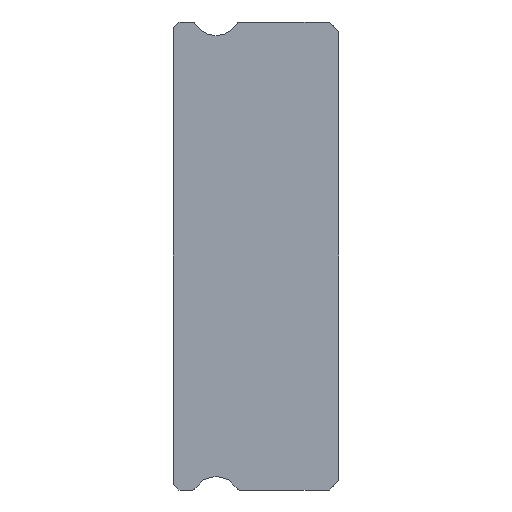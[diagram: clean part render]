
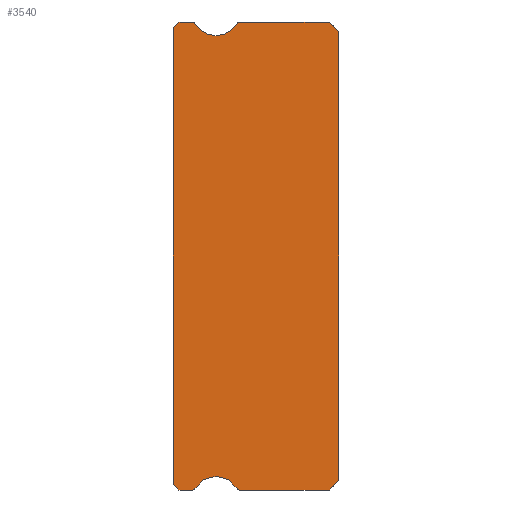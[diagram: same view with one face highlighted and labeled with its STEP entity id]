
A CAD part, left-side view. The second image highlights one B-rep face of the part: STEP entity #3540.
In plain terms, the highlighted planar face has unit normal (-1, 0, 0).
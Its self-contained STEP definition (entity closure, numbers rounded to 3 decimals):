
#28 = VERTEX_POINT ( 'NONE', #3085 ) ;
#76 = EDGE_CURVE ( 'NONE', #7462, #4694, #4004, .T. ) ;
#124 = CARTESIAN_POINT ( 'NONE',  ( -20., 5.088, -11.85 ) ) ;
#161 = AXIS2_PLACEMENT_3D ( 'NONE', #124, #3593, #4883 ) ;
#202 = VECTOR ( 'NONE', #1082, 1000. ) ;
#236 = EDGE_CURVE ( 'NONE', #5107, #2701, #631, .T. ) ;
#377 = ORIENTED_EDGE ( 'NONE', *, *, #8516, .F. ) ;
#536 = CARTESIAN_POINT ( 'NONE',  ( -20., 8.2, 12. ) ) ;
#582 = DIRECTION ( 'NONE',  ( 1., 0., 0. ) ) ;
#585 = CIRCLE ( 'NONE', #5531, 0.15 ) ;
#631 = CIRCLE ( 'NONE', #6430, 1.25 ) ;
#632 = PLANE ( 'NONE',  #1704 ) ;
#760 = DIRECTION ( 'NONE',  ( 0., 0.707, -0.707 ) ) ;
#774 = VERTEX_POINT ( 'NONE', #1478 ) ;
#867 = AXIS2_PLACEMENT_3D ( 'NONE', #1209, #4525, #5359 ) ;
#902 = AXIS2_PLACEMENT_3D ( 'NONE', #7230, #7360, #8023 ) ;
#967 = DIRECTION ( 'NONE',  ( 0., 0., -1. ) ) ;
#1058 = EDGE_CURVE ( 'NONE', #3186, #3659, #2548, .T. ) ;
#1082 = DIRECTION ( 'NONE',  ( 0., -0.707, -0.707 ) ) ;
#1176 = ORIENTED_EDGE ( 'NONE', *, *, #5319, .F. ) ;
#1209 = CARTESIAN_POINT ( 'NONE',  ( -20., 6.3, 12.55 ) ) ;
#1228 = VERTEX_POINT ( 'NONE', #4206 ) ;
#1232 = CARTESIAN_POINT ( 'NONE',  ( -20., 8.2, 12. ) ) ;
#1290 = DIRECTION ( 'NONE',  ( 0., 0., -1. ) ) ;
#1294 = VERTEX_POINT ( 'NONE', #2372 ) ;
#1478 = CARTESIAN_POINT ( 'NONE',  ( -20., 0., -11.5 ) ) ;
#1598 = VECTOR ( 'NONE', #7608, 1000. ) ;
#1606 = AXIS2_PLACEMENT_3D ( 'NONE', #4943, #6398, #7683 ) ;
#1704 = AXIS2_PLACEMENT_3D ( 'NONE', #3330, #582, #1290 ) ;
#1803 = ORIENTED_EDGE ( 'NONE', *, *, #4353, .T. ) ;
#1837 = EDGE_CURVE ( 'NONE', #1294, #7415, #3298, .T. ) ;
#1841 = LINE ( 'NONE', #4242, #2010 ) ;
#1939 = CARTESIAN_POINT ( 'NONE',  ( -20., 8.2, -12. ) ) ;
#1974 = LINE ( 'NONE', #3938, #3420 ) ;
#1988 = VERTEX_POINT ( 'NONE', #6787 ) ;
#2000 = DIRECTION ( 'NONE',  ( -1., 0., 0. ) ) ;
#2010 = VECTOR ( 'NONE', #2149, 1000. ) ;
#2015 = CIRCLE ( 'NONE', #1606, 1.25 ) ;
#2043 = CARTESIAN_POINT ( 'NONE',  ( -20., 7.512, -12. ) ) ;
#2060 = ORIENTED_EDGE ( 'NONE', *, *, #2279, .F. ) ;
#2101 = LINE ( 'NONE', #4876, #4434 ) ;
#2149 = DIRECTION ( 'NONE',  ( 0., 1., 0. ) ) ;
#2164 = LINE ( 'NONE', #6998, #1598 ) ;
#2205 = ORIENTED_EDGE ( 'NONE', *, *, #1058, .T. ) ;
#2279 = EDGE_CURVE ( 'NONE', #1228, #5354, #7977, .T. ) ;
#2372 = CARTESIAN_POINT ( 'NONE',  ( -20., 7.383, -11.925 ) ) ;
#2381 = EDGE_CURVE ( 'NONE', #7067, #3595, #8665, .T. ) ;
#2450 = EDGE_CURVE ( 'NONE', #1988, #6892, #1841, .T. ) ;
#2483 = CARTESIAN_POINT ( 'NONE',  ( -20., 5.088, 12. ) ) ;
#2548 = LINE ( 'NONE', #1232, #4442 ) ;
#2602 = CARTESIAN_POINT ( 'NONE',  ( -20., 6.3, 11.3 ) ) ;
#2643 = DIRECTION ( 'NONE',  ( 0., 1., 0. ) ) ;
#2679 = ORIENTED_EDGE ( 'NONE', *, *, #8340, .F. ) ;
#2701 = VERTEX_POINT ( 'NONE', #2602 ) ;
#3021 = CARTESIAN_POINT ( 'NONE',  ( -20., 7.383, 11.925 ) ) ;
#3078 = ORIENTED_EDGE ( 'NONE', *, *, #1837, .F. ) ;
#3085 = CARTESIAN_POINT ( 'NONE',  ( -20., 5.217, -11.925 ) ) ;
#3186 = VERTEX_POINT ( 'NONE', #3999 ) ;
#3212 = ORIENTED_EDGE ( 'NONE', *, *, #2450, .F. ) ;
#3249 = CARTESIAN_POINT ( 'NONE',  ( -20., 6.3, 12.55 ) ) ;
#3298 = CIRCLE ( 'NONE', #902, 0.15 ) ;
#3330 = CARTESIAN_POINT ( 'NONE',  ( -20., 7.512, 11.85 ) ) ;
#3392 = CARTESIAN_POINT ( 'NONE',  ( -20., 5.217, 11.925 ) ) ;
#3420 = VECTOR ( 'NONE', #760, 1000. ) ;
#3485 = EDGE_CURVE ( 'NONE', #4694, #1228, #7142, .T. ) ;
#3540 = ADVANCED_FACE ( 'NONE', ( #5320 ), #632, .F. ) ;
#3556 = VERTEX_POINT ( 'NONE', #5231 ) ;
#3593 = DIRECTION ( 'NONE',  ( 1., 0., 0. ) ) ;
#3595 = VERTEX_POINT ( 'NONE', #1939 ) ;
#3596 = EDGE_CURVE ( 'NONE', #2701, #7462, #4689, .T. ) ;
#3613 = ORIENTED_EDGE ( 'NONE', *, *, #2381, .T. ) ;
#3659 = VERTEX_POINT ( 'NONE', #536 ) ;
#3938 = CARTESIAN_POINT ( 'NONE',  ( -20., 0., -11.5 ) ) ;
#3999 = CARTESIAN_POINT ( 'NONE',  ( -20., 7.512, 12. ) ) ;
#4004 = CIRCLE ( 'NONE', #5847, 0.15 ) ;
#4087 = EDGE_CURVE ( 'NONE', #3659, #3556, #8540, .T. ) ;
#4206 = CARTESIAN_POINT ( 'NONE',  ( -20., 0.5, 12. ) ) ;
#4242 = CARTESIAN_POINT ( 'NONE',  ( -20., 7.512, -12. ) ) ;
#4337 = CARTESIAN_POINT ( 'NONE',  ( -20., 5.088, 11.85 ) ) ;
#4353 = EDGE_CURVE ( 'NONE', #3595, #7415, #4632, .T. ) ;
#4434 = VECTOR ( 'NONE', #7560, 1000. ) ;
#4442 = VECTOR ( 'NONE', #2643, 1000. ) ;
#4498 = ORIENTED_EDGE ( 'NONE', *, *, #4087, .T. ) ;
#4525 = DIRECTION ( 'NONE',  ( -1., 0., 0. ) ) ;
#4550 = CIRCLE ( 'NONE', #161, 0.15 ) ;
#4616 = ORIENTED_EDGE ( 'NONE', *, *, #7811, .F. ) ;
#4632 = LINE ( 'NONE', #2043, #6920 ) ;
#4689 = CIRCLE ( 'NONE', #867, 1.25 ) ;
#4694 = VERTEX_POINT ( 'NONE', #2483 ) ;
#4729 = DIRECTION ( 'NONE',  ( 0., 0., -1. ) ) ;
#4826 = ORIENTED_EDGE ( 'NONE', *, *, #3485, .F. ) ;
#4876 = CARTESIAN_POINT ( 'NONE',  ( -20., 0., 11.5 ) ) ;
#4883 = DIRECTION ( 'NONE',  ( 0., 0., -1. ) ) ;
#4943 = CARTESIAN_POINT ( 'NONE',  ( -20., 6.3, -12.55 ) ) ;
#5080 = DIRECTION ( 'NONE',  ( 1., 0., 0. ) ) ;
#5107 = VERTEX_POINT ( 'NONE', #3021 ) ;
#5231 = CARTESIAN_POINT ( 'NONE',  ( -20., 8.5, 11.7 ) ) ;
#5319 = EDGE_CURVE ( 'NONE', #7067, #3556, #2164, .T. ) ;
#5320 = FACE_OUTER_BOUND ( 'NONE', #5789, .T. ) ;
#5326 = CARTESIAN_POINT ( 'NONE',  ( -20., 0.5, 12. ) ) ;
#5354 = VERTEX_POINT ( 'NONE', #8170 ) ;
#5359 = DIRECTION ( 'NONE',  ( 0., 0., -1. ) ) ;
#5391 = ORIENTED_EDGE ( 'NONE', *, *, #5988, .F. ) ;
#5396 = CARTESIAN_POINT ( 'NONE',  ( -20., 8.5, -11.7 ) ) ;
#5531 = AXIS2_PLACEMENT_3D ( 'NONE', #7020, #5080, #5640 ) ;
#5637 = CARTESIAN_POINT ( 'NONE',  ( -20., 8.5, 11.7 ) ) ;
#5640 = DIRECTION ( 'NONE',  ( 0., 0., -1. ) ) ;
#5789 = EDGE_LOOP ( 'NONE', ( #1176, #3613, #1803, #3078, #5391, #377, #3212, #2679, #8331, #2060, #4826, #8215, #8310, #6757, #4616, #2205, #4498 ) ) ;
#5847 = AXIS2_PLACEMENT_3D ( 'NONE', #4337, #7023, #967 ) ;
#5988 = EDGE_CURVE ( 'NONE', #28, #1294, #2015, .T. ) ;
#6234 = VECTOR ( 'NONE', #7008, 1000. ) ;
#6398 = DIRECTION ( 'NONE',  ( -1., 0., 0. ) ) ;
#6430 = AXIS2_PLACEMENT_3D ( 'NONE', #3249, #2000, #4729 ) ;
#6538 = CARTESIAN_POINT ( 'NONE',  ( -20., 7.512, -12. ) ) ;
#6539 = VECTOR ( 'NONE', #7295, 1000. ) ;
#6721 = EDGE_CURVE ( 'NONE', #774, #5354, #2101, .T. ) ;
#6757 = ORIENTED_EDGE ( 'NONE', *, *, #236, .F. ) ;
#6787 = CARTESIAN_POINT ( 'NONE',  ( -20., 0.5, -12. ) ) ;
#6892 = VERTEX_POINT ( 'NONE', #7237 ) ;
#6920 = VECTOR ( 'NONE', #8115, 1000. ) ;
#6972 = DIRECTION ( 'NONE',  ( 0., 0.707, -0.707 ) ) ;
#6998 = CARTESIAN_POINT ( 'NONE',  ( -20., 8.5, 11.85 ) ) ;
#7008 = DIRECTION ( 'NONE',  ( 0., -1., 0. ) ) ;
#7020 = CARTESIAN_POINT ( 'NONE',  ( -20., 7.512, 11.85 ) ) ;
#7023 = DIRECTION ( 'NONE',  ( 1., 0., 0. ) ) ;
#7067 = VERTEX_POINT ( 'NONE', #5396 ) ;
#7142 = LINE ( 'NONE', #8419, #6234 ) ;
#7230 = CARTESIAN_POINT ( 'NONE',  ( -20., 7.512, -11.85 ) ) ;
#7237 = CARTESIAN_POINT ( 'NONE',  ( -20., 5.088, -12. ) ) ;
#7254 = CARTESIAN_POINT ( 'NONE',  ( -20., 8.2, -12. ) ) ;
#7295 = DIRECTION ( 'NONE',  ( 0., -0.707, -0.707 ) ) ;
#7360 = DIRECTION ( 'NONE',  ( 1., 0., 0. ) ) ;
#7415 = VERTEX_POINT ( 'NONE', #6538 ) ;
#7462 = VERTEX_POINT ( 'NONE', #3392 ) ;
#7560 = DIRECTION ( 'NONE',  ( 0., 0., 1. ) ) ;
#7595 = VECTOR ( 'NONE', #6972, 1000. ) ;
#7608 = DIRECTION ( 'NONE',  ( 0., 0., 1. ) ) ;
#7683 = DIRECTION ( 'NONE',  ( 0., 0., -1. ) ) ;
#7811 = EDGE_CURVE ( 'NONE', #3186, #5107, #585, .T. ) ;
#7977 = LINE ( 'NONE', #5326, #202 ) ;
#8023 = DIRECTION ( 'NONE',  ( 0., 0., -1. ) ) ;
#8115 = DIRECTION ( 'NONE',  ( 0., -1., 0. ) ) ;
#8170 = CARTESIAN_POINT ( 'NONE',  ( -20., 0., 11.5 ) ) ;
#8215 = ORIENTED_EDGE ( 'NONE', *, *, #76, .F. ) ;
#8310 = ORIENTED_EDGE ( 'NONE', *, *, #3596, .F. ) ;
#8331 = ORIENTED_EDGE ( 'NONE', *, *, #6721, .T. ) ;
#8340 = EDGE_CURVE ( 'NONE', #774, #1988, #1974, .T. ) ;
#8419 = CARTESIAN_POINT ( 'NONE',  ( -20., 7.512, 12. ) ) ;
#8516 = EDGE_CURVE ( 'NONE', #6892, #28, #4550, .T. ) ;
#8540 = LINE ( 'NONE', #5637, #7595 ) ;
#8665 = LINE ( 'NONE', #7254, #6539 ) ;
